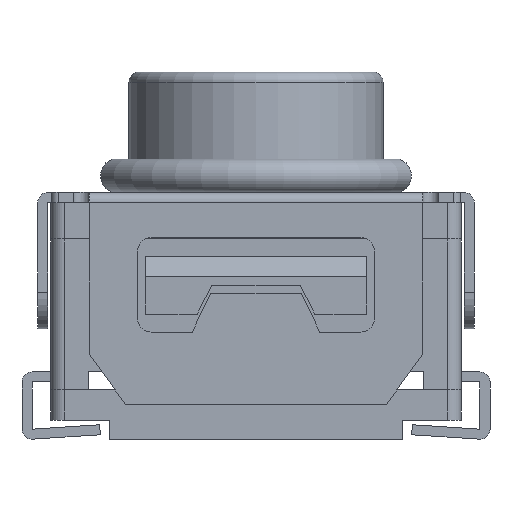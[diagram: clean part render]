
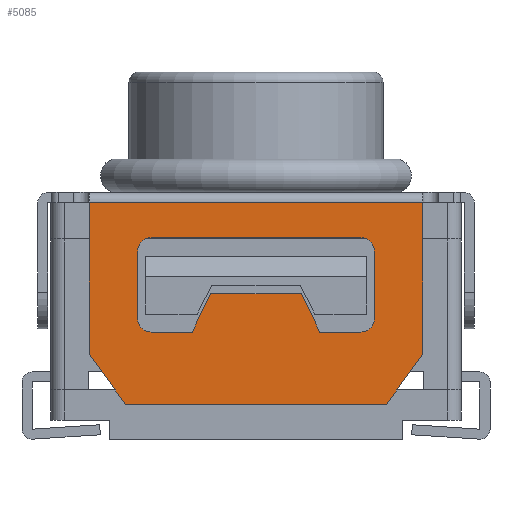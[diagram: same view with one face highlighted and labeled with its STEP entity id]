
A CAD part, front view. The second image highlights one B-rep face of the part: STEP entity #5085.
In plain terms, the highlighted planar face has unit normal (0, -1, 0).
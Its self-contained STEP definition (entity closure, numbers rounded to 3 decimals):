
#48=FACE_BOUND('',#484,.T.);
#196=FACE_OUTER_BOUND('',#483,.T.);
#483=EDGE_LOOP('',(#3648,#3649,#3650,#3651,#3652,#3653));
#484=EDGE_LOOP('',(#3654,#3655,#3656,#3657,#3658,#3659,#3660,#3661,#3662,
#3663,#3664,#3665));
#806=LINE('',#7564,#1401);
#816=LINE('',#7585,#1411);
#819=LINE('',#7589,#1414);
#822=LINE('',#7597,#1417);
#831=LINE('',#7624,#1426);
#835=LINE('',#7631,#1430);
#840=LINE('',#7642,#1435);
#845=LINE('',#7660,#1440);
#849=LINE('',#7667,#1444);
#854=LINE('',#7678,#1449);
#860=LINE('',#7700,#1455);
#876=LINE('',#7736,#1471);
#884=LINE('',#7754,#1479);
#885=LINE('',#7755,#1480);
#1401=VECTOR('',#6056,10.);
#1411=VECTOR('',#6072,10.);
#1414=VECTOR('',#6077,10.);
#1417=VECTOR('',#6082,10.);
#1426=VECTOR('',#6107,10.);
#1430=VECTOR('',#6113,10.);
#1435=VECTOR('',#6122,10.);
#1440=VECTOR('',#6141,10.);
#1444=VECTOR('',#6147,10.);
#1449=VECTOR('',#6156,10.);
#1455=VECTOR('',#6182,10.);
#1471=VECTOR('',#6216,10.);
#1479=VECTOR('',#6232,10.);
#1480=VECTOR('',#6233,0.15);
#1954=CIRCLE('',#5429,0.2);
#1958=CIRCLE('',#5439,0.2);
#1962=CIRCLE('',#5449,0.2);
#1966=CIRCLE('',#5455,0.2);
#2173=VERTEX_POINT('',#7561);
#2174=VERTEX_POINT('',#7563);
#2181=VERTEX_POINT('',#7582);
#2182=VERTEX_POINT('',#7584);
#2185=VERTEX_POINT('',#7594);
#2186=VERTEX_POINT('',#7596);
#2192=VERTEX_POINT('',#7611);
#2196=VERTEX_POINT('',#7623);
#2198=VERTEX_POINT('',#7629);
#2202=VERTEX_POINT('',#7641);
#2204=VERTEX_POINT('',#7647);
#2208=VERTEX_POINT('',#7659);
#2210=VERTEX_POINT('',#7665);
#2214=VERTEX_POINT('',#7677);
#2216=VERTEX_POINT('',#7683);
#2220=VERTEX_POINT('',#7695);
#2231=VERTEX_POINT('',#7735);
#2237=VERTEX_POINT('',#7753);
#2703=EDGE_CURVE('',#2174,#2173,#806,.T.);
#2713=EDGE_CURVE('',#2182,#2181,#816,.T.);
#2716=EDGE_CURVE('',#2173,#2182,#819,.T.);
#2719=EDGE_CURVE('',#2186,#2185,#822,.T.);
#2727=EDGE_CURVE('',#2185,#2192,#1954,.T.);
#2732=EDGE_CURVE('',#2196,#2186,#831,.T.);
#2736=EDGE_CURVE('',#2192,#2198,#835,.T.);
#2741=EDGE_CURVE('',#2202,#2196,#840,.T.);
#2745=EDGE_CURVE('',#2198,#2204,#1958,.T.);
#2750=EDGE_CURVE('',#2208,#2202,#845,.T.);
#2754=EDGE_CURVE('',#2204,#2210,#849,.T.);
#2759=EDGE_CURVE('',#2214,#2208,#854,.T.);
#2763=EDGE_CURVE('',#2210,#2216,#1962,.T.);
#2768=EDGE_CURVE('',#2220,#2214,#1966,.T.);
#2771=EDGE_CURVE('',#2216,#2220,#860,.T.);
#2789=EDGE_CURVE('',#2174,#2231,#876,.T.);
#2799=EDGE_CURVE('',#2181,#2237,#884,.T.);
#2800=EDGE_CURVE('',#2231,#2237,#885,.T.);
#3648=ORIENTED_EDGE('',*,*,#2703,.T.);
#3649=ORIENTED_EDGE('',*,*,#2716,.T.);
#3650=ORIENTED_EDGE('',*,*,#2713,.T.);
#3651=ORIENTED_EDGE('',*,*,#2799,.T.);
#3652=ORIENTED_EDGE('',*,*,#2800,.F.);
#3653=ORIENTED_EDGE('',*,*,#2789,.F.);
#3654=ORIENTED_EDGE('',*,*,#2771,.T.);
#3655=ORIENTED_EDGE('',*,*,#2768,.T.);
#3656=ORIENTED_EDGE('',*,*,#2759,.T.);
#3657=ORIENTED_EDGE('',*,*,#2750,.T.);
#3658=ORIENTED_EDGE('',*,*,#2741,.T.);
#3659=ORIENTED_EDGE('',*,*,#2732,.T.);
#3660=ORIENTED_EDGE('',*,*,#2719,.T.);
#3661=ORIENTED_EDGE('',*,*,#2727,.T.);
#3662=ORIENTED_EDGE('',*,*,#2736,.T.);
#3663=ORIENTED_EDGE('',*,*,#2745,.T.);
#3664=ORIENTED_EDGE('',*,*,#2754,.T.);
#3665=ORIENTED_EDGE('',*,*,#2763,.T.);
#4853=PLANE('',#5469);
#5085=ADVANCED_FACE('',(#196,#48),#4853,.T.);
#5429=AXIS2_PLACEMENT_3D('',#7613,#6095,#6096);
#5439=AXIS2_PLACEMENT_3D('',#7649,#6129,#6130);
#5449=AXIS2_PLACEMENT_3D('',#7685,#6163,#6164);
#5455=AXIS2_PLACEMENT_3D('',#7696,#6176,#6177);
#5469=AXIS2_PLACEMENT_3D('',#7752,#6230,#6231);
#6056=DIRECTION('',(0.586,0.,-0.81));
#6072=DIRECTION('',(0.586,0.,0.81));
#6077=DIRECTION('',(1.,0.,0.));
#6082=DIRECTION('',(-1.,0.,0.));
#6095=DIRECTION('center_axis',(0.,1.,0.));
#6096=DIRECTION('ref_axis',(-1.,0.,0.));
#6107=DIRECTION('',(-0.434,0.,-0.901));
#6113=DIRECTION('',(0.,0.,1.));
#6122=DIRECTION('',(-1.,0.,0.));
#6129=DIRECTION('center_axis',(0.,1.,0.));
#6130=DIRECTION('ref_axis',(0.,0.,1.));
#6141=DIRECTION('',(-0.434,0.,0.901));
#6147=DIRECTION('',(1.,0.,0.));
#6156=DIRECTION('',(-1.,0.,0.));
#6163=DIRECTION('center_axis',(0.,1.,0.));
#6164=DIRECTION('ref_axis',(1.,0.,0.));
#6176=DIRECTION('center_axis',(0.,1.,0.));
#6177=DIRECTION('ref_axis',(0.,0.,-1.));
#6182=DIRECTION('',(0.,0.,-1.));
#6216=DIRECTION('',(0.,0.,1.));
#6230=DIRECTION('center_axis',(0.,-1.,0.));
#6231=DIRECTION('ref_axis',(1.,0.,0.));
#6232=DIRECTION('',(0.,0.,1.));
#6233=DIRECTION('',(1.,0.,0.));
#7561=CARTESIAN_POINT('',(-1.952,-3.457,0.533));
#7563=CARTESIAN_POINT('',(-2.491,-3.457,1.277));
#7564=CARTESIAN_POINT('',(-2.187,-3.457,0.858));
#7582=CARTESIAN_POINT('',(2.491,-3.457,1.277));
#7584=CARTESIAN_POINT('',(1.952,-3.457,0.533));
#7585=CARTESIAN_POINT('',(1.062,-3.457,-0.697));
#7589=CARTESIAN_POINT('',(-2.221,-3.457,0.533));
#7594=CARTESIAN_POINT('',(-1.569,-3.457,1.612));
#7596=CARTESIAN_POINT('',(-0.956,-3.457,1.612));
#7597=CARTESIAN_POINT('',(-1.723,-3.457,1.612));
#7611=CARTESIAN_POINT('',(-1.769,-3.457,1.812));
#7613=CARTESIAN_POINT('Origin',(-1.569,-3.457,1.812));
#7623=CARTESIAN_POINT('',(-0.678,-3.457,2.189));
#7624=CARTESIAN_POINT('',(-1.276,-3.457,0.946));
#7629=CARTESIAN_POINT('',(-1.769,-3.457,2.824));
#7631=CARTESIAN_POINT('',(-1.769,-3.457,0.906));
#7641=CARTESIAN_POINT('',(0.678,-3.457,2.189));
#7642=CARTESIAN_POINT('',(-0.907,-3.457,2.189));
#7647=CARTESIAN_POINT('',(-1.569,-3.457,3.024));
#7649=CARTESIAN_POINT('Origin',(-1.569,-3.457,2.824));
#7659=CARTESIAN_POINT('',(0.956,-3.457,1.612));
#7660=CARTESIAN_POINT('',(0.946,-3.457,1.632));
#7665=CARTESIAN_POINT('',(1.569,-3.457,3.024));
#7667=CARTESIAN_POINT('',(-2.03,-3.457,3.024));
#7677=CARTESIAN_POINT('',(1.569,-3.457,1.612));
#7678=CARTESIAN_POINT('',(-0.461,-3.457,1.612));
#7683=CARTESIAN_POINT('',(1.769,-3.457,2.824));
#7685=CARTESIAN_POINT('Origin',(1.569,-3.457,2.824));
#7695=CARTESIAN_POINT('',(1.769,-3.457,1.812));
#7696=CARTESIAN_POINT('Origin',(1.569,-3.457,1.812));
#7700=CARTESIAN_POINT('',(1.769,-3.457,1.412));
#7735=CARTESIAN_POINT('',(-2.491,-3.457,3.55));
#7736=CARTESIAN_POINT('',(-2.491,-3.457,0.));
#7752=CARTESIAN_POINT('Origin',(-2.491,-3.457,0.));
#7753=CARTESIAN_POINT('',(2.491,-3.457,3.55));
#7754=CARTESIAN_POINT('',(2.491,-3.457,0.));
#7755=CARTESIAN_POINT('',(-1.245,-3.457,3.55));
